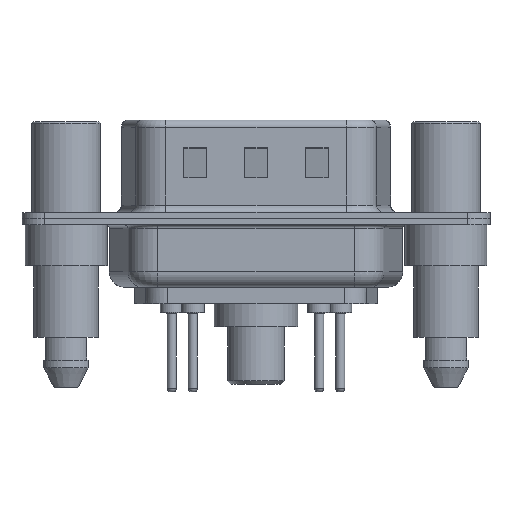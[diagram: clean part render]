
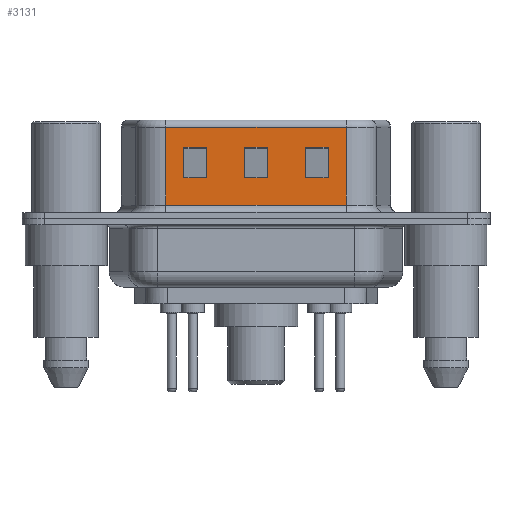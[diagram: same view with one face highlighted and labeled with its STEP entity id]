
A CAD part, front view. The second image highlights one B-rep face of the part: STEP entity #3131.
In plain terms, the highlighted planar face has unit normal (0, -1, 0).
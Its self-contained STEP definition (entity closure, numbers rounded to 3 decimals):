
#110 = CARTESIAN_POINT ( 'NONE',  ( 6.55, -4.58, 6.52 ) ) ;
#146 = LINE ( 'NONE', #2626, #11683 ) ;
#194 = VECTOR ( 'NONE', #5601, 1000. ) ;
#303 = DIRECTION ( 'NONE',  ( 1., 0., 0. ) ) ;
#346 = FACE_BOUND ( 'NONE', #8157, .T. ) ;
#402 = CARTESIAN_POINT ( 'NONE',  ( 11.75, -4.58, 6.52 ) ) ;
#423 = DIRECTION ( 'NONE',  ( -1., 0., 0. ) ) ;
#480 = VECTOR ( 'NONE', #1531, 1000. ) ;
#489 = CARTESIAN_POINT ( 'NONE',  ( 22.45, -4.58, 2.705 ) ) ;
#529 = EDGE_CURVE ( 'NONE', #12525, #14367, #1439, .T. ) ;
#609 = LINE ( 'NONE', #11256, #12156 ) ;
#998 = ORIENTED_EDGE ( 'NONE', *, *, #7646, .T. ) ;
#1206 = DIRECTION ( 'NONE',  ( 0., 0., -1. ) ) ;
#1217 = VECTOR ( 'NONE', #10485, 1000. ) ;
#1296 = VERTEX_POINT ( 'NONE', #11032 ) ;
#1439 = LINE ( 'NONE', #9941, #4460 ) ;
#1531 = DIRECTION ( 'NONE',  ( 0., 0., 1. ) ) ;
#1606 = LINE ( 'NONE', #3338, #6874 ) ;
#1638 = VECTOR ( 'NONE', #13965, 1000. ) ;
#1706 = EDGE_CURVE ( 'NONE', #4595, #2398, #6689, .T. ) ;
#2326 = VECTOR ( 'NONE', #9602, 1000. ) ;
#2348 = DIRECTION ( 'NONE',  ( 1., 0., 0. ) ) ;
#2349 = CARTESIAN_POINT ( 'NONE',  ( 13.25, -4.58, 2.705 ) ) ;
#2371 = AXIS2_PLACEMENT_3D ( 'NONE', #12841, #8730, #6818 ) ;
#2398 = VERTEX_POINT ( 'NONE', #14025 ) ;
#2477 = EDGE_CURVE ( 'NONE', #14367, #4394, #13099, .T. ) ;
#2551 = VERTEX_POINT ( 'NONE', #4810 ) ;
#2626 = CARTESIAN_POINT ( 'NONE',  ( 13.25, -4.58, 6.52 ) ) ;
#2734 = ORIENTED_EDGE ( 'NONE', *, *, #2956, .T. ) ;
#2956 = EDGE_CURVE ( 'NONE', #12007, #12525, #10704, .T. ) ;
#3131 = ADVANCED_FACE ( 'NONE', ( #8596, #346, #8244, #11221 ), #11528, .F. ) ;
#3191 = CARTESIAN_POINT ( 'NONE',  ( 6.55, -4.58, 0.9 ) ) ;
#3338 = CARTESIAN_POINT ( 'NONE',  ( 14.45, -4.58, 2.705 ) ) ;
#3452 = DIRECTION ( 'NONE',  ( 0., 0., -1. ) ) ;
#3615 = ORIENTED_EDGE ( 'NONE', *, *, #11484, .F. ) ;
#3796 = DIRECTION ( 'NONE',  ( -1., 0., 0. ) ) ;
#3819 = EDGE_CURVE ( 'NONE', #11507, #1296, #609, .T. ) ;
#3950 = VERTEX_POINT ( 'NONE', #8997 ) ;
#4208 = CARTESIAN_POINT ( 'NONE',  ( 17.25, -4.58, 4.705 ) ) ;
#4394 = VERTEX_POINT ( 'NONE', #4208 ) ;
#4460 = VECTOR ( 'NONE', #4461, 1000. ) ;
#4461 = DIRECTION ( 'NONE',  ( 0., 0., 1. ) ) ;
#4488 = CARTESIAN_POINT ( 'NONE',  ( 14.45, -4.58, 4.705 ) ) ;
#4595 = VERTEX_POINT ( 'NONE', #5084 ) ;
#4609 = LINE ( 'NONE', #4488, #194 ) ;
#4810 = CARTESIAN_POINT ( 'NONE',  ( 7.75, -4.58, 2.705 ) ) ;
#5084 = CARTESIAN_POINT ( 'NONE',  ( 18.45, -4.58, 6.02 ) ) ;
#5120 = LINE ( 'NONE', #7014, #7746 ) ;
#5228 = VERTEX_POINT ( 'NONE', #3191 ) ;
#5293 = LINE ( 'NONE', #13986, #2326 ) ;
#5601 = DIRECTION ( 'NONE',  ( 1., 0., 0. ) ) ;
#5628 = ORIENTED_EDGE ( 'NONE', *, *, #7218, .T. ) ;
#5891 = CARTESIAN_POINT ( 'NONE',  ( 17.25, -4.58, 2.705 ) ) ;
#5952 = CARTESIAN_POINT ( 'NONE',  ( 9.25, -4.58, 4.705 ) ) ;
#6254 = VERTEX_POINT ( 'NONE', #6326 ) ;
#6326 = CARTESIAN_POINT ( 'NONE',  ( 13.25, -4.58, 4.705 ) ) ;
#6626 = ORIENTED_EDGE ( 'NONE', *, *, #13858, .T. ) ;
#6689 = LINE ( 'NONE', #8676, #9302 ) ;
#6818 = DIRECTION ( 'NONE',  ( 0., 0., 1. ) ) ;
#6874 = VECTOR ( 'NONE', #10023, 1000. ) ;
#6887 = VERTEX_POINT ( 'NONE', #12856 ) ;
#7004 = ORIENTED_EDGE ( 'NONE', *, *, #9216, .T. ) ;
#7014 = CARTESIAN_POINT ( 'NONE',  ( 18.45, -4.58, 0.9 ) ) ;
#7218 = EDGE_CURVE ( 'NONE', #8224, #6887, #13833, .T. ) ;
#7646 = EDGE_CURVE ( 'NONE', #2551, #11112, #8998, .T. ) ;
#7746 = VECTOR ( 'NONE', #303, 1000. ) ;
#7868 = VECTOR ( 'NONE', #2348, 1000. ) ;
#8157 = EDGE_LOOP ( 'NONE', ( #8880, #2734, #9768, #13200 ) ) ;
#8224 = VERTEX_POINT ( 'NONE', #5952 ) ;
#8244 = FACE_BOUND ( 'NONE', #14406, .T. ) ;
#8253 = DIRECTION ( 'NONE',  ( 0., 0., -1. ) ) ;
#8534 = ORIENTED_EDGE ( 'NONE', *, *, #9400, .T. ) ;
#8569 = LINE ( 'NONE', #110, #11201 ) ;
#8596 = FACE_BOUND ( 'NONE', #10777, .T. ) ;
#8676 = CARTESIAN_POINT ( 'NONE',  ( 18.45, -4.58, 6.02 ) ) ;
#8730 = DIRECTION ( 'NONE',  ( 0., 1., 0. ) ) ;
#8880 = ORIENTED_EDGE ( 'NONE', *, *, #9604, .T. ) ;
#8997 = CARTESIAN_POINT ( 'NONE',  ( 18.45, -4.58, 0.9 ) ) ;
#8998 = LINE ( 'NONE', #11227, #11599 ) ;
#9049 = CARTESIAN_POINT ( 'NONE',  ( 18.45, -4.58, 4.705 ) ) ;
#9216 = EDGE_CURVE ( 'NONE', #6887, #2551, #1606, .T. ) ;
#9302 = VECTOR ( 'NONE', #10772, 1000. ) ;
#9400 = EDGE_CURVE ( 'NONE', #5228, #3950, #5120, .T. ) ;
#9602 = DIRECTION ( 'NONE',  ( 0., 0., -1. ) ) ;
#9604 = EDGE_CURVE ( 'NONE', #4394, #12007, #5293, .T. ) ;
#9768 = ORIENTED_EDGE ( 'NONE', *, *, #529, .T. ) ;
#9818 = EDGE_CURVE ( 'NONE', #11112, #8224, #4609, .T. ) ;
#9941 = CARTESIAN_POINT ( 'NONE',  ( 15.75, -4.58, 6.52 ) ) ;
#10023 = DIRECTION ( 'NONE',  ( -1., 0., 0. ) ) ;
#10116 = CARTESIAN_POINT ( 'NONE',  ( 15.75, -4.58, 2.705 ) ) ;
#10133 = CARTESIAN_POINT ( 'NONE',  ( 18.45, -4.58, 6.52 ) ) ;
#10190 = CARTESIAN_POINT ( 'NONE',  ( 7.75, -4.58, 4.705 ) ) ;
#10218 = ORIENTED_EDGE ( 'NONE', *, *, #13667, .T. ) ;
#10485 = DIRECTION ( 'NONE',  ( 1., 0., 0. ) ) ;
#10704 = LINE ( 'NONE', #489, #13612 ) ;
#10772 = DIRECTION ( 'NONE',  ( -1., 0., 0. ) ) ;
#10777 = EDGE_LOOP ( 'NONE', ( #5628, #7004, #998, #11130 ) ) ;
#10840 = LINE ( 'NONE', #9049, #7868 ) ;
#11032 = CARTESIAN_POINT ( 'NONE',  ( 11.75, -4.58, 2.705 ) ) ;
#11112 = VERTEX_POINT ( 'NONE', #10190 ) ;
#11130 = ORIENTED_EDGE ( 'NONE', *, *, #9818, .T. ) ;
#11201 = VECTOR ( 'NONE', #1206, 1000. ) ;
#11221 = FACE_OUTER_BOUND ( 'NONE', #12731, .T. ) ;
#11227 = CARTESIAN_POINT ( 'NONE',  ( 7.75, -4.58, 6.52 ) ) ;
#11256 = CARTESIAN_POINT ( 'NONE',  ( 18.45, -4.58, 2.705 ) ) ;
#11445 = CARTESIAN_POINT ( 'NONE',  ( 15.75, -4.58, 4.705 ) ) ;
#11472 = CARTESIAN_POINT ( 'NONE',  ( 22.45, -4.58, 4.705 ) ) ;
#11484 = EDGE_CURVE ( 'NONE', #4595, #3950, #11719, .T. ) ;
#11507 = VERTEX_POINT ( 'NONE', #2349 ) ;
#11528 = PLANE ( 'NONE',  #2371 ) ;
#11599 = VECTOR ( 'NONE', #12335, 1000. ) ;
#11683 = VECTOR ( 'NONE', #8253, 1000. ) ;
#11719 = LINE ( 'NONE', #10133, #14313 ) ;
#12007 = VERTEX_POINT ( 'NONE', #5891 ) ;
#12031 = LINE ( 'NONE', #402, #480 ) ;
#12156 = VECTOR ( 'NONE', #423, 1000. ) ;
#12335 = DIRECTION ( 'NONE',  ( 0., 0., 1. ) ) ;
#12462 = CARTESIAN_POINT ( 'NONE',  ( 11.75, -4.58, 4.705 ) ) ;
#12525 = VERTEX_POINT ( 'NONE', #10116 ) ;
#12709 = ORIENTED_EDGE ( 'NONE', *, *, #13847, .T. ) ;
#12731 = EDGE_LOOP ( 'NONE', ( #3615, #13444, #14092, #8534 ) ) ;
#12841 = CARTESIAN_POINT ( 'NONE',  ( 18.45, -4.58, 6.52 ) ) ;
#12856 = CARTESIAN_POINT ( 'NONE',  ( 9.25, -4.58, 2.705 ) ) ;
#13067 = EDGE_CURVE ( 'NONE', #2398, #5228, #8569, .T. ) ;
#13099 = LINE ( 'NONE', #11472, #1217 ) ;
#13200 = ORIENTED_EDGE ( 'NONE', *, *, #2477, .T. ) ;
#13444 = ORIENTED_EDGE ( 'NONE', *, *, #1706, .T. ) ;
#13612 = VECTOR ( 'NONE', #3796, 1000. ) ;
#13667 = EDGE_CURVE ( 'NONE', #14282, #6254, #10840, .T. ) ;
#13833 = LINE ( 'NONE', #14018, #1638 ) ;
#13847 = EDGE_CURVE ( 'NONE', #6254, #11507, #146, .T. ) ;
#13858 = EDGE_CURVE ( 'NONE', #1296, #14282, #12031, .T. ) ;
#13965 = DIRECTION ( 'NONE',  ( 0., 0., -1. ) ) ;
#13986 = CARTESIAN_POINT ( 'NONE',  ( 17.25, -4.58, 6.52 ) ) ;
#14018 = CARTESIAN_POINT ( 'NONE',  ( 9.25, -4.58, 6.52 ) ) ;
#14025 = CARTESIAN_POINT ( 'NONE',  ( 6.55, -4.58, 6.02 ) ) ;
#14092 = ORIENTED_EDGE ( 'NONE', *, *, #13067, .T. ) ;
#14282 = VERTEX_POINT ( 'NONE', #12462 ) ;
#14313 = VECTOR ( 'NONE', #3452, 1000. ) ;
#14367 = VERTEX_POINT ( 'NONE', #11445 ) ;
#14406 = EDGE_LOOP ( 'NONE', ( #10218, #12709, #14442, #6626 ) ) ;
#14442 = ORIENTED_EDGE ( 'NONE', *, *, #3819, .T. ) ;
